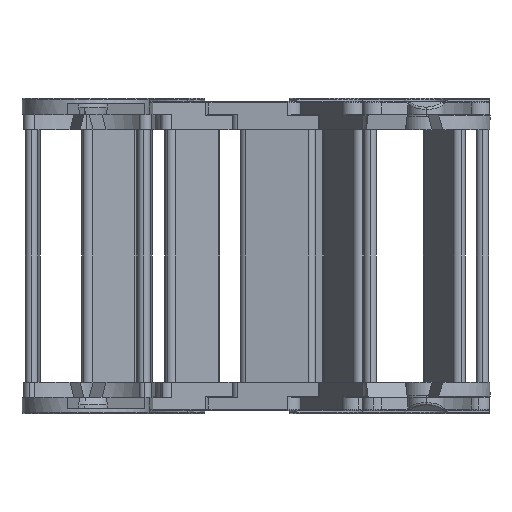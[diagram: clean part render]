
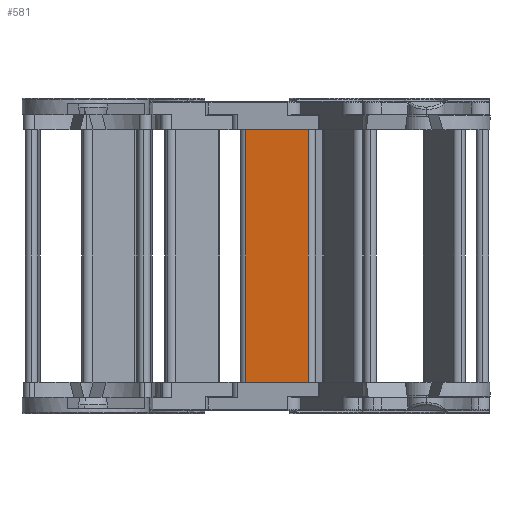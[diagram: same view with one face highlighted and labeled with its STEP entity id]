
A CAD part, left-side view. The second image highlights one B-rep face of the part: STEP entity #581.
In plain terms, the highlighted face is planar.
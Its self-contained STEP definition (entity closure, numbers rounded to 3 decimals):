
#51 = CARTESIAN_POINT ( 'NONE',  ( 3.3, 9.9, 22.9 ) ) ;
#294 = ORIENTED_EDGE ( 'NONE', *, *, #3826, .T. ) ;
#581 = ADVANCED_FACE ( 'NONE', ( #1363 ), #930, .T. ) ;
#746 = CARTESIAN_POINT ( 'NONE',  ( -7.7, 9.9, -17.1 ) ) ;
#799 = DIRECTION ( 'NONE',  ( 1., 0., 0. ) ) ;
#930 = PLANE ( 'NONE',  #1119 ) ;
#1119 = AXIS2_PLACEMENT_3D ( 'NONE', #3704, #2301, #2847 ) ;
#1290 = VERTEX_POINT ( 'NONE', #3178 ) ;
#1363 = FACE_OUTER_BOUND ( 'NONE', #3911, .T. ) ;
#1532 = VERTEX_POINT ( 'NONE', #5896 ) ;
#1586 = VECTOR ( 'NONE', #5938, 1000. ) ;
#1638 = DIRECTION ( 'NONE',  ( -1., 0., 0. ) ) ;
#1690 = LINE ( 'NONE', #4882, #3989 ) ;
#1772 = LINE ( 'NONE', #746, #3288 ) ;
#1794 = CARTESIAN_POINT ( 'NONE',  ( -6.7, 9.9, 0. ) ) ;
#1855 = DIRECTION ( 'NONE',  ( 0., 0., -1. ) ) ;
#1968 = ORIENTED_EDGE ( 'NONE', *, *, #2926, .T. ) ;
#2077 = ORIENTED_EDGE ( 'NONE', *, *, #3237, .T. ) ;
#2301 = DIRECTION ( 'NONE',  ( 0., 1., 0. ) ) ;
#2810 = CARTESIAN_POINT ( 'NONE',  ( 3.3, 9.9, 0. ) ) ;
#2828 = LINE ( 'NONE', #1794, #1586 ) ;
#2847 = DIRECTION ( 'NONE',  ( 0., 0., 1. ) ) ;
#2926 = EDGE_CURVE ( 'NONE', #5562, #1290, #3706, .T. ) ;
#3178 = CARTESIAN_POINT ( 'NONE',  ( 3.3, 9.9, -17.1 ) ) ;
#3237 = EDGE_CURVE ( 'NONE', #1290, #5856, #1772, .T. ) ;
#3288 = VECTOR ( 'NONE', #1638, 1000. ) ;
#3704 = CARTESIAN_POINT ( 'NONE',  ( 0., 9.9, 0. ) ) ;
#3706 = LINE ( 'NONE', #2810, #4512 ) ;
#3826 = EDGE_CURVE ( 'NONE', #1532, #5562, #1690, .T. ) ;
#3911 = EDGE_LOOP ( 'NONE', ( #5417, #294, #1968, #2077 ) ) ;
#3989 = VECTOR ( 'NONE', #799, 1000. ) ;
#4512 = VECTOR ( 'NONE', #1855, 1000. ) ;
#4640 = CARTESIAN_POINT ( 'NONE',  ( -6.7, 9.9, -17.1 ) ) ;
#4882 = CARTESIAN_POINT ( 'NONE',  ( -7.7, 9.9, 22.9 ) ) ;
#5417 = ORIENTED_EDGE ( 'NONE', *, *, #5887, .T. ) ;
#5562 = VERTEX_POINT ( 'NONE', #51 ) ;
#5856 = VERTEX_POINT ( 'NONE', #4640 ) ;
#5887 = EDGE_CURVE ( 'NONE', #5856, #1532, #2828, .T. ) ;
#5896 = CARTESIAN_POINT ( 'NONE',  ( -6.7, 9.9, 22.9 ) ) ;
#5938 = DIRECTION ( 'NONE',  ( 0., 0., 1. ) ) ;
